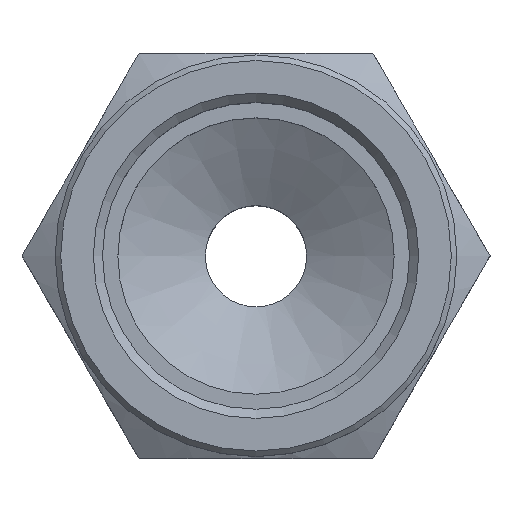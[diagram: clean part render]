
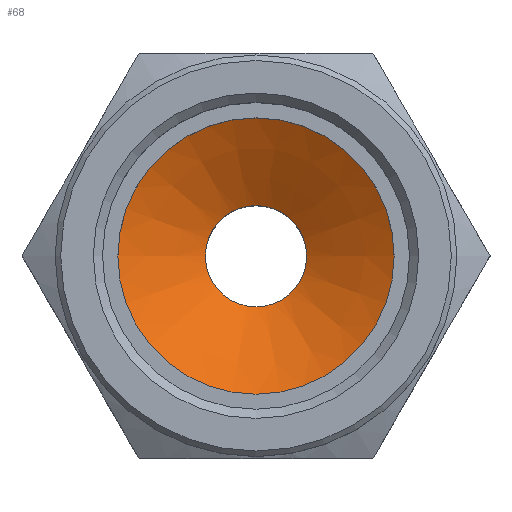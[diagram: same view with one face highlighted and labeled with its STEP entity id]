
A CAD part, top view. The second image highlights one B-rep face of the part: STEP entity #68.
In plain terms, the highlighted conical face has half-angle 60 degrees and reference radius 866.025 mm.
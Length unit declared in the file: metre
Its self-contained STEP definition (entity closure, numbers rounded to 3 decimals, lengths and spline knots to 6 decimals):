
#68 = ADVANCED_FACE( 'NONE', ( #152, #153 ), #154, .F. );
#152 = FACE_OUTER_BOUND( '', #249, .T. );
#153 = FACE_BOUND( '', #250, .T. );
#154 = CONICAL_SURFACE( '', #251, 0.866025, 1.047 );
#249 = EDGE_LOOP( '', ( #368 ) );
#250 = EDGE_LOOP( '', ( #369 ) );
#251 = AXIS2_PLACEMENT_3D( '', #370, #371, #372 );
#368 = ORIENTED_EDGE( '', *, *, #497, .F. );
#369 = ORIENTED_EDGE( '', *, *, #498, .F. );
#370 = CARTESIAN_POINT( '', ( 0., 0., 0.49592 ) );
#371 = DIRECTION( '', ( 0., 0., 1. ) );
#372 = DIRECTION( '', ( -1., 0., 0. ) );
#497 = EDGE_CURVE( 'NONE', #575, #575, #576, .T. );
#498 = EDGE_CURVE( 'NONE', #577, #577, #578, .T. );
#575 = VERTEX_POINT( '', #721 );
#576 = CIRCLE( '', #722, 0.0075 );
#577 = VERTEX_POINT( '', #723 );
#578 = CIRCLE( '', #724, 0.00275 );
#721 = CARTESIAN_POINT( '', ( -0.0075, 0., 0.00025 ) );
#722 = AXIS2_PLACEMENT_3D( '', #838, #839, #840 );
#723 = CARTESIAN_POINT( '', ( 0.00275, 0., -0.002492 ) );
#724 = AXIS2_PLACEMENT_3D( '', #841, #842, #843 );
#838 = CARTESIAN_POINT( '', ( 0., 0., 0.00025 ) );
#839 = DIRECTION( '', ( 0., 0., -1. ) );
#840 = DIRECTION( '', ( -1., 0., 0. ) );
#841 = CARTESIAN_POINT( '', ( 0., 0., -0.002492 ) );
#842 = DIRECTION( '', ( 0., 0., 1. ) );
#843 = DIRECTION( '', ( 1., 0., 0. ) );
